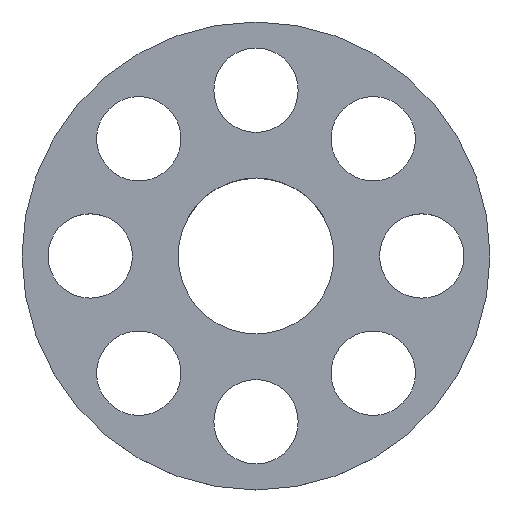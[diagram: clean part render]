
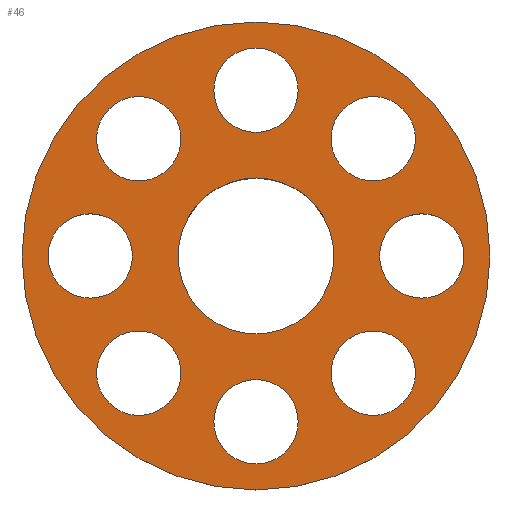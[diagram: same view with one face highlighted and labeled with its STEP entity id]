
A CAD part, top view. The second image highlights one B-rep face of the part: STEP entity #46.
In plain terms, the highlighted planar face has unit normal (0, 0, 1).
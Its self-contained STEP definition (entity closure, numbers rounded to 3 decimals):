
#23=FACE_BOUND('',#90,.T.);
#24=FACE_BOUND('',#91,.T.);
#25=FACE_BOUND('',#92,.T.);
#26=FACE_BOUND('',#93,.T.);
#27=FACE_BOUND('',#94,.T.);
#28=FACE_BOUND('',#95,.T.);
#29=FACE_BOUND('',#96,.T.);
#30=FACE_BOUND('',#97,.T.);
#31=FACE_BOUND('',#98,.T.);
#46=ADVANCED_FACE('',(#63,#23,#24,#25,#26,#27,#28,#29,#30,#31),#332,.T.);
#63=FACE_OUTER_BOUND('',#89,.T.);
#89=EDGE_LOOP('',(#171));
#90=EDGE_LOOP('',(#172));
#91=EDGE_LOOP('',(#173));
#92=EDGE_LOOP('',(#174));
#93=EDGE_LOOP('',(#175));
#94=EDGE_LOOP('',(#176));
#95=EDGE_LOOP('',(#177));
#96=EDGE_LOOP('',(#178));
#97=EDGE_LOOP('',(#179));
#98=EDGE_LOOP('',(#180));
#171=ORIENTED_EDGE('',*,*,#233,.T.);
#172=ORIENTED_EDGE('',*,*,#199,.T.);
#173=ORIENTED_EDGE('',*,*,#217,.T.);
#174=ORIENTED_EDGE('',*,*,#214,.T.);
#175=ORIENTED_EDGE('',*,*,#211,.T.);
#176=ORIENTED_EDGE('',*,*,#208,.T.);
#177=ORIENTED_EDGE('',*,*,#205,.T.);
#178=ORIENTED_EDGE('',*,*,#202,.T.);
#179=ORIENTED_EDGE('',*,*,#220,.T.);
#180=ORIENTED_EDGE('',*,*,#230,.F.);
#199=EDGE_CURVE('',#295,#295,#253,.T.);
#202=EDGE_CURVE('',#297,#297,#255,.T.);
#205=EDGE_CURVE('',#299,#299,#257,.T.);
#208=EDGE_CURVE('',#301,#301,#259,.T.);
#211=EDGE_CURVE('',#303,#303,#261,.T.);
#214=EDGE_CURVE('',#305,#305,#263,.T.);
#217=EDGE_CURVE('',#307,#307,#265,.T.);
#220=EDGE_CURVE('',#309,#309,#267,.T.);
#230=EDGE_CURVE('',#315,#315,#274,.T.);
#233=EDGE_CURVE('',#316,#316,#277,.T.);
#253=CIRCLE('',#439,2.163);
#255=CIRCLE('',#441,2.163);
#257=CIRCLE('',#443,2.163);
#259=CIRCLE('',#445,2.163);
#261=CIRCLE('',#447,2.163);
#263=CIRCLE('',#449,2.163);
#265=CIRCLE('',#451,2.163);
#267=CIRCLE('',#453,2.163);
#274=CIRCLE('',#460,4.);
#277=CIRCLE('',#463,12.);
#295=VERTEX_POINT('',#565);
#297=VERTEX_POINT('',#567);
#299=VERTEX_POINT('',#569);
#301=VERTEX_POINT('',#571);
#303=VERTEX_POINT('',#573);
#305=VERTEX_POINT('',#575);
#307=VERTEX_POINT('',#577);
#309=VERTEX_POINT('',#579);
#315=VERTEX_POINT('',#585);
#316=VERTEX_POINT('',#586);
#332=PLANE('',#436);
#436=AXIS2_PLACEMENT_3D('',#554,#482,$);
#439=AXIS2_PLACEMENT_3D($,#603,#485,#486);
#441=AXIS2_PLACEMENT_3D($,#607,#489,#490);
#443=AXIS2_PLACEMENT_3D($,#611,#493,#494);
#445=AXIS2_PLACEMENT_3D($,#615,#497,#498);
#447=AXIS2_PLACEMENT_3D($,#619,#501,#502);
#449=AXIS2_PLACEMENT_3D($,#623,#505,#506);
#451=AXIS2_PLACEMENT_3D($,#627,#509,#510);
#453=AXIS2_PLACEMENT_3D($,#631,#513,#514);
#460=AXIS2_PLACEMENT_3D($,#652,#527,#528);
#463=AXIS2_PLACEMENT_3D($,#659,#533,#534);
#482=DIRECTION('',(0.,0.,1.));
#485=DIRECTION('',(0.,0.,-1.));
#486=DIRECTION('',(0.,1.,0.));
#489=DIRECTION('',(0.,0.,-1.));
#490=DIRECTION('',(-0.707,0.707,0.));
#493=DIRECTION('',(0.,0.,-1.));
#494=DIRECTION('',(-1.,0.,0.));
#497=DIRECTION('',(0.,0.,-1.));
#498=DIRECTION('',(-0.707,-0.707,0.));
#501=DIRECTION('',(0.,0.,-1.));
#502=DIRECTION('',(0.,-1.,0.));
#505=DIRECTION('',(0.,0.,-1.));
#506=DIRECTION('',(0.707,-0.707,0.));
#509=DIRECTION('',(0.,0.,-1.));
#510=DIRECTION('',(1.,0.,0.));
#513=DIRECTION('',(0.,0.,-1.));
#514=DIRECTION('',(0.707,0.707,0.));
#527=DIRECTION('',(0.,0.,1.));
#528=DIRECTION('',(1.,0.,0.));
#533=DIRECTION('',(0.,0.,1.));
#534=DIRECTION('',(1.,0.,0.));
#554=CARTESIAN_POINT('',(-12.24,-12.24,10.6));
#565=CARTESIAN_POINT('',(0.,10.663,10.6));
#567=CARTESIAN_POINT('',(-7.54,7.54,10.6));
#569=CARTESIAN_POINT('',(-10.663,0.,10.6));
#571=CARTESIAN_POINT('',(-7.54,-7.54,10.6));
#573=CARTESIAN_POINT('',(0.,-10.663,10.6));
#575=CARTESIAN_POINT('',(7.54,-7.54,10.6));
#577=CARTESIAN_POINT('',(10.663,0.,10.6));
#579=CARTESIAN_POINT('',(7.54,7.54,10.6));
#585=CARTESIAN_POINT('',(4.,0.,10.6));
#586=CARTESIAN_POINT('',(12.,0.,10.6));
#603=CARTESIAN_POINT('',(0.,8.5,10.6));
#607=CARTESIAN_POINT('',(-6.01,6.01,10.6));
#611=CARTESIAN_POINT('',(-8.5,0.,10.6));
#615=CARTESIAN_POINT('',(-6.01,-6.01,10.6));
#619=CARTESIAN_POINT('',(0.,-8.5,10.6));
#623=CARTESIAN_POINT('',(6.01,-6.01,10.6));
#627=CARTESIAN_POINT('',(8.5,0.,10.6));
#631=CARTESIAN_POINT('',(6.01,6.01,10.6));
#652=CARTESIAN_POINT('',(0.,0.,10.6));
#659=CARTESIAN_POINT('',(0.,0.,10.6));
